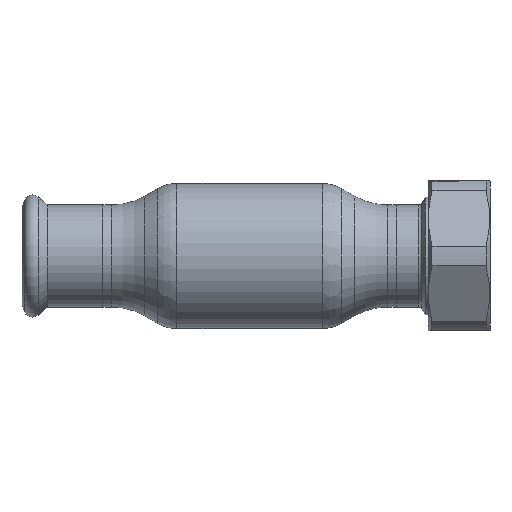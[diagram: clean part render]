
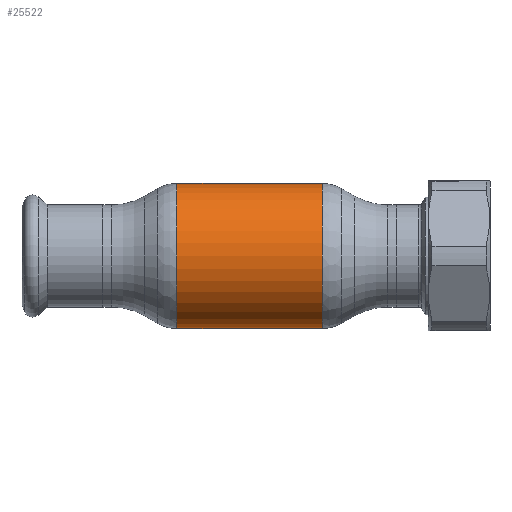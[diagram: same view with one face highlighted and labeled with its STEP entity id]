
A CAD part, front view. The second image highlights one B-rep face of the part: STEP entity #25522.
In plain terms, the highlighted cylindrical face has radius 22.25 mm (diameter 44.5 mm), a partial arc.
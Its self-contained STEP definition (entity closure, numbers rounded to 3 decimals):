
#549 = CARTESIAN_POINT ( 'NONE',  ( -22.285, 0., 0. ) ) ;
#3007 = ORIENTED_EDGE ( 'NONE', *, *, #33613, .T. ) ;
#4342 = CARTESIAN_POINT ( 'NONE',  ( 22.285, 0., 0. ) ) ;
#4911 = DIRECTION ( 'NONE',  ( -1., 0., 0. ) ) ;
#6073 = CARTESIAN_POINT ( 'NONE',  ( -62.69, 0., 0. ) ) ;
#6087 = VERTEX_POINT ( 'NONE', #14738 ) ;
#6461 = EDGE_CURVE ( 'NONE', #6087, #18547, #6499, .T. ) ;
#6499 = CIRCLE ( 'NONE', #26128, 22.25 ) ;
#8310 = CARTESIAN_POINT ( 'NONE',  ( -62.69, 0., 22.25 ) ) ;
#8547 = CYLINDRICAL_SURFACE ( 'NONE', #60053, 22.25 ) ;
#10670 = DIRECTION ( 'NONE',  ( -1., 0., 0. ) ) ;
#12525 = CARTESIAN_POINT ( 'NONE',  ( -62.69, 0., -22.25 ) ) ;
#14466 = CARTESIAN_POINT ( 'NONE',  ( 22.285, 0., 22.25 ) ) ;
#14738 = CARTESIAN_POINT ( 'NONE',  ( -22.285, 0., -22.25 ) ) ;
#14911 = EDGE_CURVE ( 'NONE', #56554, #23353, #43664, .T. ) ;
#17531 = DIRECTION ( 'NONE',  ( 0., 0., 1. ) ) ;
#18435 = DIRECTION ( 'NONE',  ( -1., 0., 0. ) ) ;
#18547 = VERTEX_POINT ( 'NONE', #28576 ) ;
#23353 = VERTEX_POINT ( 'NONE', #14466 ) ;
#24496 = DIRECTION ( 'NONE',  ( 0., 0., 1. ) ) ;
#25522 = ADVANCED_FACE ( 'NONE', ( #46894 ), #8547, .T. ) ;
#26128 = AXIS2_PLACEMENT_3D ( 'NONE', #549, #10670, #48107 ) ;
#26955 = LINE ( 'NONE', #12525, #37450 ) ;
#28576 = CARTESIAN_POINT ( 'NONE',  ( -22.285, 0., 22.25 ) ) ;
#29472 = ORIENTED_EDGE ( 'NONE', *, *, #37909, .F. ) ;
#32836 = LINE ( 'NONE', #8310, #43131 ) ;
#33190 = EDGE_LOOP ( 'NONE', ( #29472, #34722, #3007, #39437 ) ) ;
#33613 = EDGE_CURVE ( 'NONE', #23353, #18547, #32836, .T. ) ;
#34722 = ORIENTED_EDGE ( 'NONE', *, *, #14911, .T. ) ;
#37450 = VECTOR ( 'NONE', #55196, 1000. ) ;
#37909 = EDGE_CURVE ( 'NONE', #56554, #6087, #26955, .T. ) ;
#39437 = ORIENTED_EDGE ( 'NONE', *, *, #6461, .F. ) ;
#43131 = VECTOR ( 'NONE', #4911, 1000. ) ;
#43206 = DIRECTION ( 'NONE',  ( -1., 0., 0. ) ) ;
#43664 = CIRCLE ( 'NONE', #56396, 22.25 ) ;
#46894 = FACE_OUTER_BOUND ( 'NONE', #33190, .T. ) ;
#48107 = DIRECTION ( 'NONE',  ( 0., 0., 1. ) ) ;
#55196 = DIRECTION ( 'NONE',  ( -1., 0., 0. ) ) ;
#56396 = AXIS2_PLACEMENT_3D ( 'NONE', #4342, #18435, #17531 ) ;
#56554 = VERTEX_POINT ( 'NONE', #59686 ) ;
#59686 = CARTESIAN_POINT ( 'NONE',  ( 22.285, 0., -22.25 ) ) ;
#60053 = AXIS2_PLACEMENT_3D ( 'NONE', #6073, #43206, #24496 ) ;
